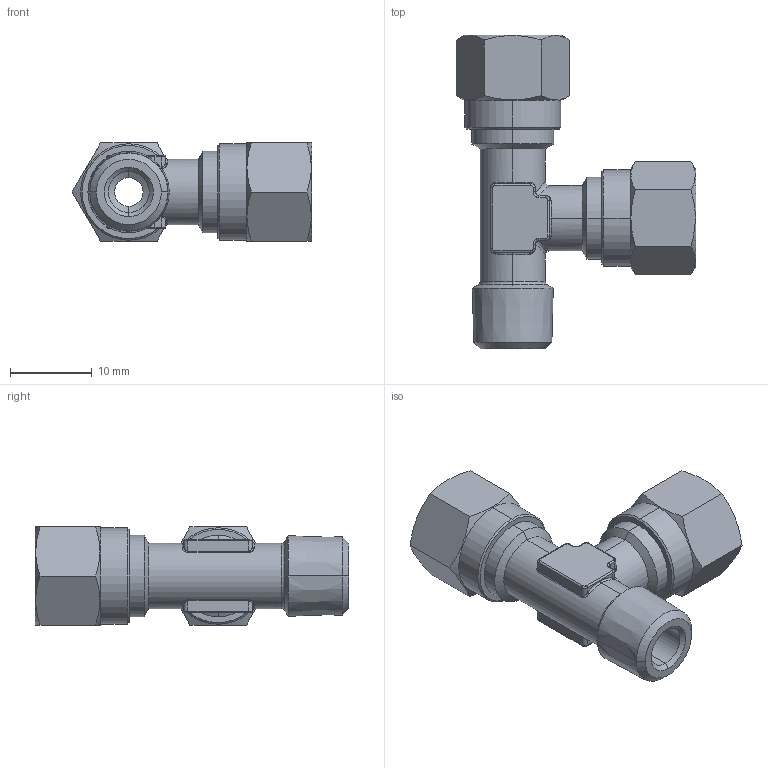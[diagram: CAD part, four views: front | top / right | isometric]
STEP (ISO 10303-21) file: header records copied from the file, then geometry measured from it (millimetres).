
FILE_DESCRIPTION (( 'STEP AP203' ), '1' );
FILE_NAME ('03100021.STEP', '2011-11-02T13:25:04', ( '' ), ( 'sopra-pneumatic' ), 'SwSTEP 2.0', 'SolidWorks 2011', '' );
FILE_SCHEMA (( 'CONFIG_CONTROL_DESIGN' ));
Length unit declared in the file: millimetre
Products named in the file (1): 03100021
Bounding box: 29.33 x 38.4 x 12 mm (x, y, z)
Volume: 3781.3 mm3; surface area: 3100.3 mm2
Topology: 1 solids, 1 shells, 184 faces, 428 edges, 250 vertices
Faces by surface type: cylinder 65, plane 37, cone 30, torus 26, bspline 26
Entity records: 6075 total; most frequent: CARTESIAN_POINT 1957, ORIENTED_EDGE 856, DIRECTION 852, EDGE_CURVE 428, AXIS2_PLACEMENT_3D 351, VERTEX_POINT 250, CIRCLE 192, EDGE_LOOP 192
